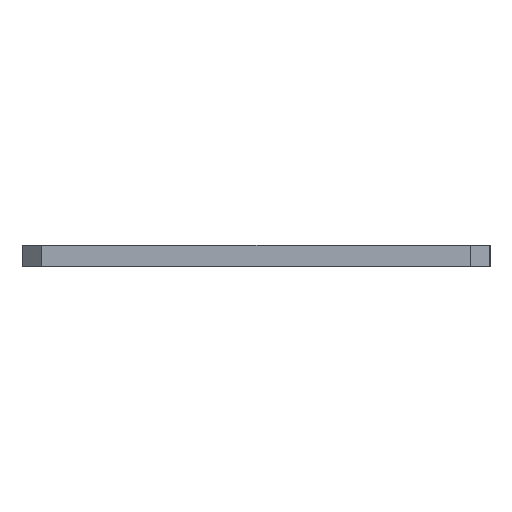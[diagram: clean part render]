
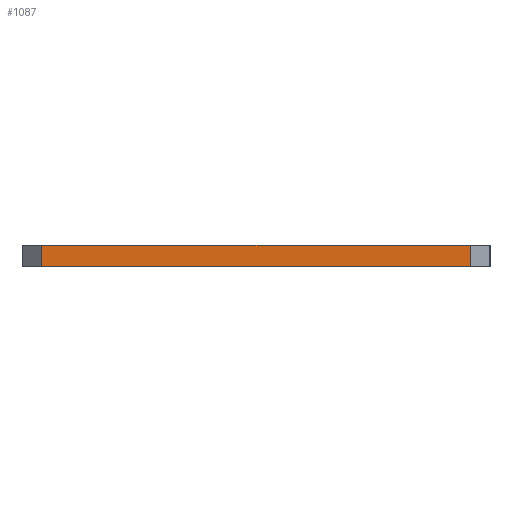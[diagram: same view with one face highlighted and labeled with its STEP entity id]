
A CAD part, left-side view. The second image highlights one B-rep face of the part: STEP entity #1087.
In plain terms, the highlighted planar face has unit normal (-1, 0, 0).
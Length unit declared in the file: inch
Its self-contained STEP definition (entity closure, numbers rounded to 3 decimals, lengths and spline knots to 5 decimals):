
#6 = VERTEX_POINT ( 'NONE', #1468 ) ;
#70 = CARTESIAN_POINT ( 'NONE',  ( -1.995, -0.91, 0.09 ) ) ;
#133 = FACE_OUTER_BOUND ( 'NONE', #335, .T. ) ;
#162 = ORIENTED_EDGE ( 'NONE', *, *, #407, .T. ) ;
#297 = VECTOR ( 'NONE', #731, 39.37008 ) ;
#306 = CARTESIAN_POINT ( 'NONE',  ( -1.995, -0.91, 0. ) ) ;
#310 = ORIENTED_EDGE ( 'NONE', *, *, #799, .T. ) ;
#335 = EDGE_LOOP ( 'NONE', ( #898, #469, #162, #310 ) ) ;
#391 = VECTOR ( 'NONE', #855, 39.37008 ) ;
#407 = EDGE_CURVE ( 'NONE', #941, #450, #1467, .T. ) ;
#447 = CARTESIAN_POINT ( 'NONE',  ( -1.995, 0.91, 0.09 ) ) ;
#450 = VERTEX_POINT ( 'NONE', #306 ) ;
#469 = ORIENTED_EDGE ( 'NONE', *, *, #494, .T. ) ;
#494 = EDGE_CURVE ( 'NONE', #544, #941, #665, .T. ) ;
#544 = VERTEX_POINT ( 'NONE', #447 ) ;
#553 = VECTOR ( 'NONE', #1523, 39.37008 ) ;
#573 = CARTESIAN_POINT ( 'NONE',  ( -1.995, 0.995, 0.09 ) ) ;
#642 = VECTOR ( 'NONE', #1313, 39.37008 ) ;
#665 = LINE ( 'NONE', #1331, #642 ) ;
#731 = DIRECTION ( 'NONE',  ( 0., -1., 0. ) ) ;
#799 = EDGE_CURVE ( 'NONE', #450, #6, #1093, .T. ) ;
#855 = DIRECTION ( 'NONE',  ( 0., -1., 0. ) ) ;
#870 = CARTESIAN_POINT ( 'NONE',  ( -1.995, 0.91, 0. ) ) ;
#881 = CARTESIAN_POINT ( 'NONE',  ( -1.995, 0.995, 0.09 ) ) ;
#898 = ORIENTED_EDGE ( 'NONE', *, *, #1059, .F. ) ;
#941 = VERTEX_POINT ( 'NONE', #870 ) ;
#1059 = EDGE_CURVE ( 'NONE', #544, #6, #1202, .T. ) ;
#1087 = ADVANCED_FACE ( 'NONE', ( #133 ), #1311, .F. ) ;
#1093 = LINE ( 'NONE', #70, #553 ) ;
#1136 = CARTESIAN_POINT ( 'NONE',  ( -1.995, 0.995, 0. ) ) ;
#1202 = LINE ( 'NONE', #573, #391 ) ;
#1311 = PLANE ( 'NONE',  #1422 ) ;
#1313 = DIRECTION ( 'NONE',  ( 0., 0., -1. ) ) ;
#1331 = CARTESIAN_POINT ( 'NONE',  ( -1.995, 0.91, 0.09 ) ) ;
#1422 = AXIS2_PLACEMENT_3D ( 'NONE', #881, #1455, #1748 ) ;
#1455 = DIRECTION ( 'NONE',  ( 1., 0., 0. ) ) ;
#1467 = LINE ( 'NONE', #1136, #297 ) ;
#1468 = CARTESIAN_POINT ( 'NONE',  ( -1.995, -0.91, 0.09 ) ) ;
#1523 = DIRECTION ( 'NONE',  ( 0., 0., 1. ) ) ;
#1748 = DIRECTION ( 'NONE',  ( 0., 0., -1. ) ) ;
